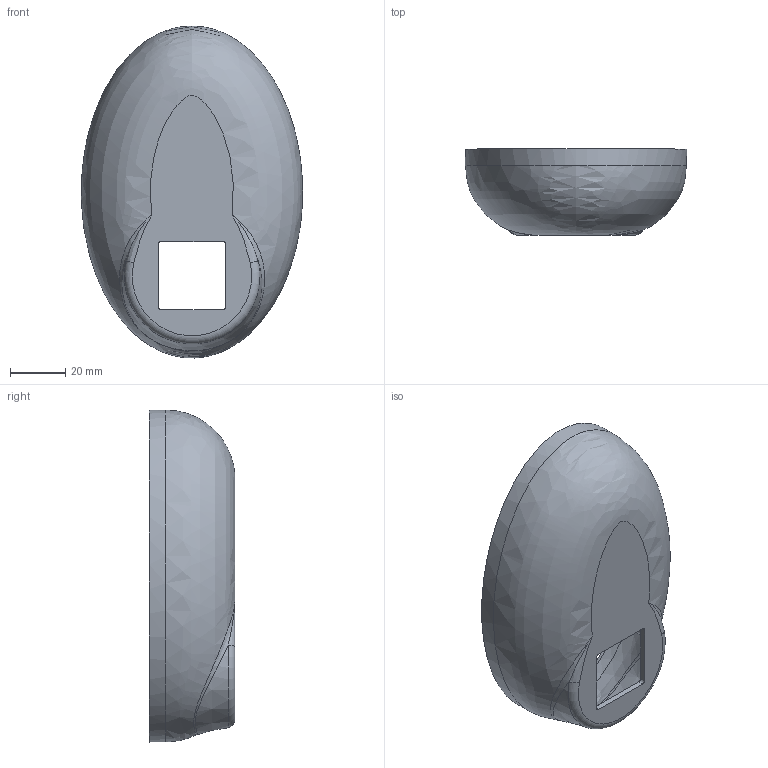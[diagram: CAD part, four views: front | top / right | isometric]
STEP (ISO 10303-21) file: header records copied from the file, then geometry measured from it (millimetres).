
FILE_DESCRIPTION(/* description */ ('Unknown'),/* implementation_level */ '2;1');
FILE_NAME(/* name */ 'HackitBack v0.3 - HUB - Front Cover',/* time_stamp */ '2022-06-17T13:27:15-07:00',/* author */ ('Unknown'),/* organization */ ('Unknown'),/* preprocessor_version */ 'ST-DEVELOPER v16.7',/* originating_system */ 'Solid Edge',/* authorisation */ 'Unknown');
FILE_SCHEMA (('AUTOMOTIVE_DESIGN {1 0 10303 214 3 1 1}'));
Length unit declared in the file: millimetre
Products named in the file (1): Front 02
Bounding box: 79.95 x 31.04 x 119.98 mm (x, y, z)
Volume: 31245.1 mm3; surface area: 29764.7 mm2
Topology: 1 solids, 1 shells, 44 faces, 103 edges, 65 vertices
Faces by surface type: bspline 16, plane 12, cylinder 12, cone 2, torus 2
Full cylindrical faces by diameter (mm): 3.2 x4, 7 x4
Entity records: 2992 total; most frequent: CARTESIAN_POINT 2194, ORIENTED_EDGE 152, DIRECTION 126, EDGE_CURVE 76, EDGE_LOOP 66, FACE_BOUND 66, VERTEX_POINT 54, AXIS2_PLACEMENT_3D 54
